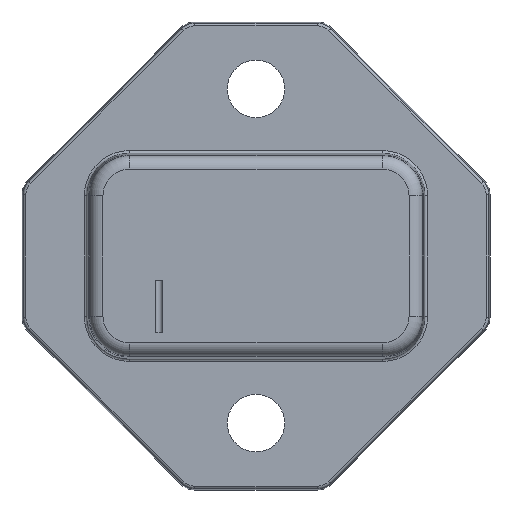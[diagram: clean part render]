
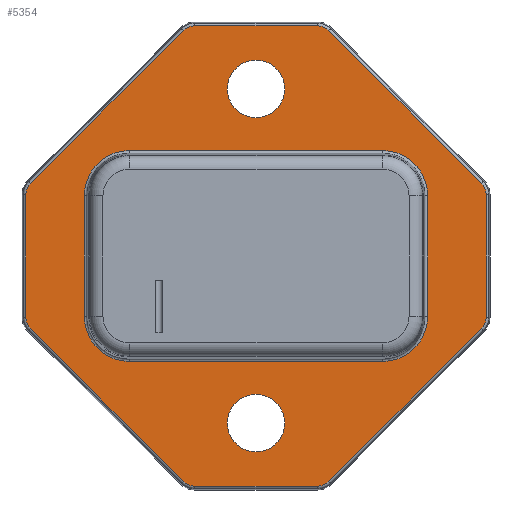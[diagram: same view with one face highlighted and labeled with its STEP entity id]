
A CAD part, front view. The second image highlights one B-rep face of the part: STEP entity #5354.
In plain terms, the highlighted planar face has unit normal (0, -1, 0).
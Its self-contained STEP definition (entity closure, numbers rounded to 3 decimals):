
#424=DIRECTION('',(0.,0.,-1.));
#425=VECTOR('',#424,9.03);
#426=CARTESIAN_POINT('',(12.838,4.75,4.515));
#427=LINE('',#426,#425);
#432=CARTESIAN_POINT('',(-4.579,4.75,-16.));
#433=DIRECTION('',(0.,1.,0.));
#434=DIRECTION('',(0.,0.,-1.));
#435=AXIS2_PLACEMENT_3D('',#432,#433,#434);
#437=DIRECTION('',(-0.707,0.,0.707));
#438=VECTOR('',#437,16.152);
#439=CARTESIAN_POINT('',(-5.434,4.75,-16.856));
#440=LINE('',#439,#438);
#441=CARTESIAN_POINT('',(-16.,4.75,-4.579));
#442=DIRECTION('',(0.,1.,0.));
#443=DIRECTION('',(-0.707,0.,-0.707));
#444=AXIS2_PLACEMENT_3D('',#441,#442,#443);
#446=CARTESIAN_POINT('',(-16.,4.75,4.579));
#447=DIRECTION('',(0.,1.,0.));
#448=DIRECTION('',(-1.,0.,0.));
#449=AXIS2_PLACEMENT_3D('',#446,#447,#448);
#451=DIRECTION('',(0.707,0.,0.707));
#452=VECTOR('',#451,16.152);
#453=CARTESIAN_POINT('',(-16.856,4.75,5.434));
#454=LINE('',#453,#452);
#455=CARTESIAN_POINT('',(-4.579,4.75,16.));
#456=DIRECTION('',(0.,1.,0.));
#457=DIRECTION('',(-0.707,0.,0.707));
#458=AXIS2_PLACEMENT_3D('',#455,#456,#457);
#460=CARTESIAN_POINT('',(4.579,4.75,16.));
#461=DIRECTION('',(0.,1.,0.));
#462=DIRECTION('',(0.,0.,1.));
#463=AXIS2_PLACEMENT_3D('',#460,#461,#462);
#465=DIRECTION('',(0.707,0.,-0.707));
#466=VECTOR('',#465,16.152);
#467=CARTESIAN_POINT('',(5.434,4.75,16.856));
#468=LINE('',#467,#466);
#469=CARTESIAN_POINT('',(16.,4.75,4.579));
#470=DIRECTION('',(0.,1.,0.));
#471=DIRECTION('',(0.707,0.,0.707));
#472=AXIS2_PLACEMENT_3D('',#469,#470,#471);
#474=CARTESIAN_POINT('',(16.,4.75,-4.579));
#475=DIRECTION('',(0.,1.,0.));
#476=DIRECTION('',(1.,0.,0.));
#477=AXIS2_PLACEMENT_3D('',#474,#475,#476);
#479=DIRECTION('',(-0.707,0.,-0.707));
#480=VECTOR('',#479,16.152);
#481=CARTESIAN_POINT('',(16.856,4.75,-5.434));
#482=LINE('',#481,#480);
#483=CARTESIAN_POINT('',(4.579,4.75,-16.));
#484=DIRECTION('',(0.,1.,0.));
#485=DIRECTION('',(0.707,0.,-0.707));
#486=AXIS2_PLACEMENT_3D('',#483,#484,#485);
#488=CARTESIAN_POINT('',(0.,4.75,12.5));
#489=DIRECTION('',(0.,-1.,0.));
#490=DIRECTION('',(0.,0.,1.));
#491=AXIS2_PLACEMENT_3D('',#488,#489,#490);
#493=CARTESIAN_POINT('',(0.,4.75,12.5));
#494=DIRECTION('',(0.,-1.,0.));
#495=DIRECTION('',(0.,0.,-1.));
#496=AXIS2_PLACEMENT_3D('',#493,#494,#495);
#498=CARTESIAN_POINT('',(-9.465,4.75,4.515));
#499=DIRECTION('',(0.,-1.,0.));
#500=DIRECTION('',(0.,0.,1.));
#501=AXIS2_PLACEMENT_3D('',#498,#499,#500);
#503=CARTESIAN_POINT('',(-9.465,4.75,-4.515));
#504=DIRECTION('',(0.,-1.,0.));
#505=DIRECTION('',(-1.,0.,0.));
#506=AXIS2_PLACEMENT_3D('',#503,#504,#505);
#508=CARTESIAN_POINT('',(9.465,4.75,-4.515));
#509=DIRECTION('',(0.,-1.,0.));
#510=DIRECTION('',(0.,0.,-1.));
#511=AXIS2_PLACEMENT_3D('',#508,#509,#510);
#513=CARTESIAN_POINT('',(9.465,4.75,4.515));
#514=DIRECTION('',(0.,-1.,0.));
#515=DIRECTION('',(1.,0.,0.));
#516=AXIS2_PLACEMENT_3D('',#513,#514,#515);
#518=CARTESIAN_POINT('',(0.,4.75,-12.5));
#519=DIRECTION('',(0.,-1.,0.));
#520=DIRECTION('',(0.,0.,1.));
#521=AXIS2_PLACEMENT_3D('',#518,#519,#520);
#523=CARTESIAN_POINT('',(0.,4.75,-12.5));
#524=DIRECTION('',(0.,-1.,0.));
#525=DIRECTION('',(0.,0.,-1.));
#526=AXIS2_PLACEMENT_3D('',#523,#524,#525);
#543=DIRECTION('',(1.,0.,0.));
#544=VECTOR('',#543,9.157);
#545=CARTESIAN_POINT('',(-4.579,4.75,-17.21));
#546=LINE('',#545,#544);
#585=DIRECTION('',(0.,0.,1.));
#586=VECTOR('',#585,9.157);
#587=CARTESIAN_POINT('',(17.21,4.75,-4.579));
#588=LINE('',#587,#586);
#627=DIRECTION('',(-1.,0.,0.));
#628=VECTOR('',#627,9.157);
#629=CARTESIAN_POINT('',(4.579,4.75,17.21));
#630=LINE('',#629,#628);
#669=DIRECTION('',(0.,0.,-1.));
#670=VECTOR('',#669,9.157);
#671=CARTESIAN_POINT('',(-17.21,4.75,4.579));
#672=LINE('',#671,#670);
#3754=DIRECTION('',(1.,0.,0.));
#3755=VECTOR('',#3754,18.93);
#3756=CARTESIAN_POINT('',(-9.465,4.75,7.888));
#3757=LINE('',#3756,#3755);
#3789=DIRECTION('',(0.,0.,1.));
#3790=VECTOR('',#3789,9.03);
#3791=CARTESIAN_POINT('',(-12.838,4.75,-4.515));
#3792=LINE('',#3791,#3790);
#3812=DIRECTION('',(-1.,0.,0.));
#3813=VECTOR('',#3812,18.93);
#3814=CARTESIAN_POINT('',(9.465,4.75,-7.888));
#3815=LINE('',#3814,#3813);
#3964=CARTESIAN_POINT('',(0.,4.75,-14.65));
#3965=VERTEX_POINT('',#3964);
#3966=CARTESIAN_POINT('',(0.,4.75,-10.35));
#3967=VERTEX_POINT('',#3966);
#3968=CARTESIAN_POINT('',(-4.579,4.75,-17.21));
#3969=CARTESIAN_POINT('',(-5.434,4.75,-16.856));
#3970=VERTEX_POINT('',#3968);
#3971=VERTEX_POINT('',#3969);
#3972=CARTESIAN_POINT('',(-16.856,4.75,
-5.434));
#3973=VERTEX_POINT('',#3972);
#3974=CARTESIAN_POINT('',(-17.21,4.75,-4.579));
#3975=VERTEX_POINT('',#3974);
#3976=CARTESIAN_POINT('',(-17.21,4.75,4.579));
#3977=VERTEX_POINT('',#3976);
#3978=CARTESIAN_POINT('',(-16.856,4.75,5.434));
#3979=VERTEX_POINT('',#3978);
#3980=CARTESIAN_POINT('',(-5.434,4.75,16.856));
#3981=VERTEX_POINT('',#3980);
#3982=CARTESIAN_POINT('',(-4.579,4.75,17.21));
#3983=VERTEX_POINT('',#3982);
#3984=CARTESIAN_POINT('',(4.579,4.75,17.21));
#3985=VERTEX_POINT('',#3984);
#3986=CARTESIAN_POINT('',(5.434,4.75,16.856));
#3987=VERTEX_POINT('',#3986);
#3988=CARTESIAN_POINT('',(16.856,4.75,5.434));
#3989=VERTEX_POINT('',#3988);
#3990=CARTESIAN_POINT('',(17.21,4.75,4.579));
#3991=VERTEX_POINT('',#3990);
#3992=CARTESIAN_POINT('',(17.21,4.75,-4.579));
#3993=VERTEX_POINT('',#3992);
#3994=CARTESIAN_POINT('',(16.856,4.75,-5.434));
#3995=VERTEX_POINT('',#3994);
#3996=CARTESIAN_POINT('',(5.434,4.75,-16.856));
#3997=VERTEX_POINT('',#3996);
#3998=CARTESIAN_POINT('',(4.579,4.75,-17.21));
#3999=VERTEX_POINT('',#3998);
#4000=CARTESIAN_POINT('',(0.,4.75,14.65));
#4001=CARTESIAN_POINT('',(0.,4.75,10.35));
#4002=VERTEX_POINT('',#4000);
#4003=VERTEX_POINT('',#4001);
#4004=CARTESIAN_POINT('',(-9.465,4.75,7.888));
#4005=CARTESIAN_POINT('',(-12.838,4.75,4.515));
#4006=VERTEX_POINT('',#4004);
#4007=VERTEX_POINT('',#4005);
#4008=CARTESIAN_POINT('',(-12.838,4.75,-4.515));
#4009=VERTEX_POINT('',#4008);
#4010=CARTESIAN_POINT('',(-9.465,4.75,-7.888));
#4011=VERTEX_POINT('',#4010);
#4012=CARTESIAN_POINT('',(9.465,4.75,-7.888));
#4013=VERTEX_POINT('',#4012);
#4014=CARTESIAN_POINT('',(12.838,4.75,-4.515));
#4015=VERTEX_POINT('',#4014);
#4016=CARTESIAN_POINT('',(12.838,4.75,4.515));
#4017=VERTEX_POINT('',#4016);
#4018=CARTESIAN_POINT('',(9.465,4.75,7.888));
#4019=VERTEX_POINT('',#4018);
#5286=CARTESIAN_POINT('',(0.,4.75,-7.515));
#5287=DIRECTION('',(0.,-1.,0.));
#5288=DIRECTION('',(-1.,0.,0.));
#5289=AXIS2_PLACEMENT_3D('',#5286,#5287,#5288);
#5290=PLANE('',#5289);
#5292=ORIENTED_EDGE('',*,*,#5291,.T.);
#5294=ORIENTED_EDGE('',*,*,#5293,.T.);
#5296=ORIENTED_EDGE('',*,*,#5295,.T.);
#5298=ORIENTED_EDGE('',*,*,#5297,.F.);
#5300=ORIENTED_EDGE('',*,*,#5299,.T.);
#5302=ORIENTED_EDGE('',*,*,#5301,.T.);
#5304=ORIENTED_EDGE('',*,*,#5303,.T.);
#5306=ORIENTED_EDGE('',*,*,#5305,.F.);
#5308=ORIENTED_EDGE('',*,*,#5307,.T.);
#5310=ORIENTED_EDGE('',*,*,#5309,.T.);
#5312=ORIENTED_EDGE('',*,*,#5311,.T.);
#5314=ORIENTED_EDGE('',*,*,#5313,.F.);
#5316=ORIENTED_EDGE('',*,*,#5315,.T.);
#5318=ORIENTED_EDGE('',*,*,#5317,.T.);
#5320=ORIENTED_EDGE('',*,*,#5319,.T.);
#5322=ORIENTED_EDGE('',*,*,#5321,.F.);
#5323=EDGE_LOOP('',(#5292,#5294,#5296,#5298,#5300,#5302,#5304,#5306,#5308,#5310,
#5312,#5314,#5316,#5318,#5320,#5322));
#5324=FACE_OUTER_BOUND('',#5323,.F.);
#5326=ORIENTED_EDGE('',*,*,#5325,.T.);
#5328=ORIENTED_EDGE('',*,*,#5327,.T.);
#5329=EDGE_LOOP('',(#5326,#5328));
#5330=FACE_BOUND('',#5329,.F.);
#5332=ORIENTED_EDGE('',*,*,#5331,.T.);
#5334=ORIENTED_EDGE('',*,*,#5333,.F.);
#5336=ORIENTED_EDGE('',*,*,#5335,.T.);
#5338=ORIENTED_EDGE('',*,*,#5337,.F.);
#5340=ORIENTED_EDGE('',*,*,#5339,.T.);
#5341=ORIENTED_EDGE('',*,*,#5269,.F.);
#5343=ORIENTED_EDGE('',*,*,#5342,.T.);
#5345=ORIENTED_EDGE('',*,*,#5344,.F.);
#5346=EDGE_LOOP('',(#5332,#5334,#5336,#5338,#5340,#5341,#5343,#5345));
#5347=FACE_BOUND('',#5346,.F.);
#5349=ORIENTED_EDGE('',*,*,#5348,.T.);
#5351=ORIENTED_EDGE('',*,*,#5350,.T.);
#5352=EDGE_LOOP('',(#5349,#5351));
#5353=FACE_BOUND('',#5352,.F.);
#5354=ADVANCED_FACE('',(#5324,#5330,#5347,#5353),#5290,.T.);
#436=CIRCLE('',#435,1.21);
#445=CIRCLE('',#444,1.21);
#450=CIRCLE('',#449,1.21);
#459=CIRCLE('',#458,1.21);
#464=CIRCLE('',#463,1.21);
#473=CIRCLE('',#472,1.21);
#478=CIRCLE('',#477,1.21);
#487=CIRCLE('',#486,1.21);
#492=CIRCLE('',#491,2.15);
#497=CIRCLE('',#496,2.15);
#502=CIRCLE('',#501,3.373);
#507=CIRCLE('',#506,3.373);
#512=CIRCLE('',#511,3.373);
#517=CIRCLE('',#516,3.373);
#522=CIRCLE('',#521,2.15);
#527=CIRCLE('',#526,2.15);
#5269=EDGE_CURVE('',#4017,#4015,#427,.T.);
#5291=EDGE_CURVE('',#3970,#3971,#436,.T.);
#5293=EDGE_CURVE('',#3971,#3973,#440,.T.);
#5295=EDGE_CURVE('',#3973,#3975,#445,.T.);
#5297=EDGE_CURVE('',#3977,#3975,#672,.T.);
#5299=EDGE_CURVE('',#3977,#3979,#450,.T.);
#5301=EDGE_CURVE('',#3979,#3981,#454,.T.);
#5303=EDGE_CURVE('',#3981,#3983,#459,.T.);
#5305=EDGE_CURVE('',#3985,#3983,#630,.T.);
#5307=EDGE_CURVE('',#3985,#3987,#464,.T.);
#5309=EDGE_CURVE('',#3987,#3989,#468,.T.);
#5311=EDGE_CURVE('',#3989,#3991,#473,.T.);
#5313=EDGE_CURVE('',#3993,#3991,#588,.T.);
#5315=EDGE_CURVE('',#3993,#3995,#478,.T.);
#5317=EDGE_CURVE('',#3995,#3997,#482,.T.);
#5319=EDGE_CURVE('',#3997,#3999,#487,.T.);
#5321=EDGE_CURVE('',#3970,#3999,#546,.T.);
#5325=EDGE_CURVE('',#4002,#4003,#492,.T.);
#5327=EDGE_CURVE('',#4003,#4002,#497,.T.);
#5331=EDGE_CURVE('',#4006,#4007,#502,.T.);
#5333=EDGE_CURVE('',#4009,#4007,#3792,.T.);
#5335=EDGE_CURVE('',#4009,#4011,#507,.T.);
#5337=EDGE_CURVE('',#4013,#4011,#3815,.T.);
#5339=EDGE_CURVE('',#4013,#4015,#512,.T.);
#5342=EDGE_CURVE('',#4017,#4019,#517,.T.);
#5344=EDGE_CURVE('',#4006,#4019,#3757,.T.);
#5348=EDGE_CURVE('',#3967,#3965,#522,.T.);
#5350=EDGE_CURVE('',#3965,#3967,#527,.T.);
